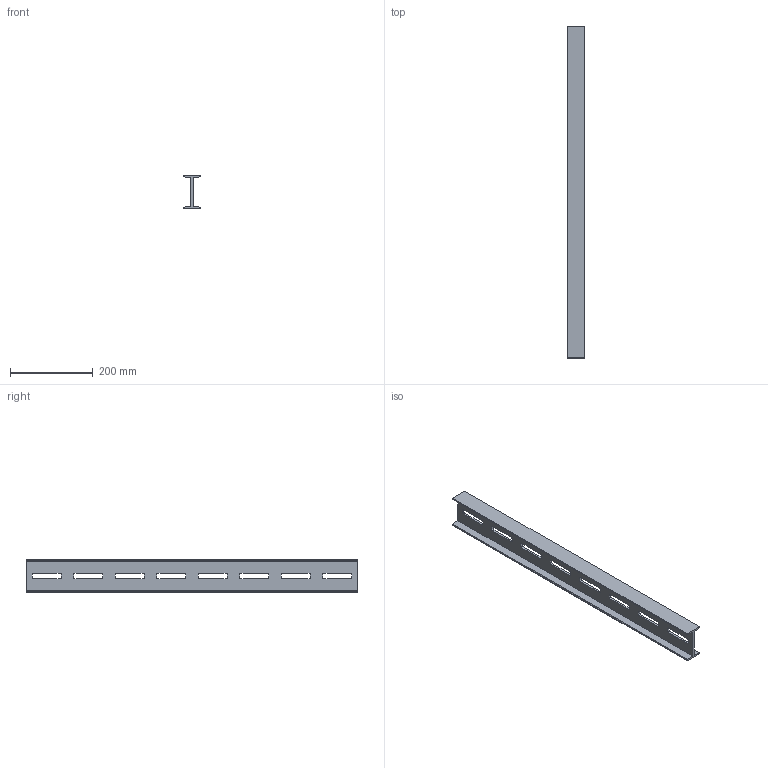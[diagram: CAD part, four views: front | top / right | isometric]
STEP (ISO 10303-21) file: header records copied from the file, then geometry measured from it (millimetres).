
FILE_DESCRIPTION((''),'2;1');
FILE_NAME('700280_PRT','2019-03-26T10:36:05',('tomasz.grudniewski'),(''),'CREO PARAMETRIC BY PTC INC, 2018500','CREO PARAMETRIC BY PTC INC, 2018500','');
FILE_SCHEMA(('CONFIG_CONTROL_DESIGN'));
Length unit declared in the file: millimetre
Products named in the file (1): 700280_PRT
Bounding box: 42 x 800 x 80 mm (x, y, z)
Volume: 530406.3 mm3; surface area: 241179.2 mm2
Topology: 1 solids, 1 shells, 82 faces, 240 edges, 160 vertices
Faces by surface type: plane 50, cylinder 32
Entity records: 2798 total; most frequent: CARTESIAN_POINT 482, ORIENTED_EDGE 480, DIRECTION 468, EDGE_CURVE 240, VECTOR 176, LINE 176, VERTEX_POINT 160, AXIS2_PLACEMENT_3D 146
